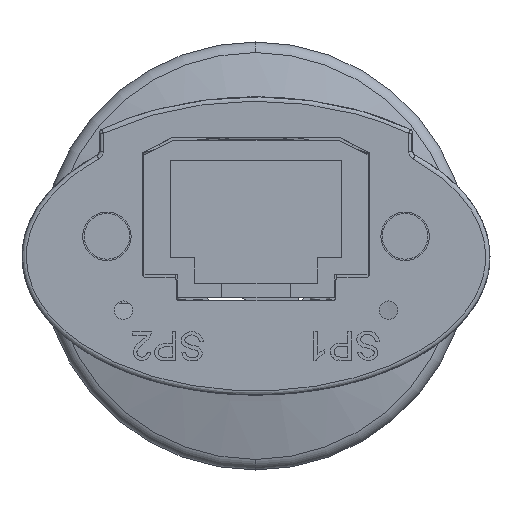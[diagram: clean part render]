
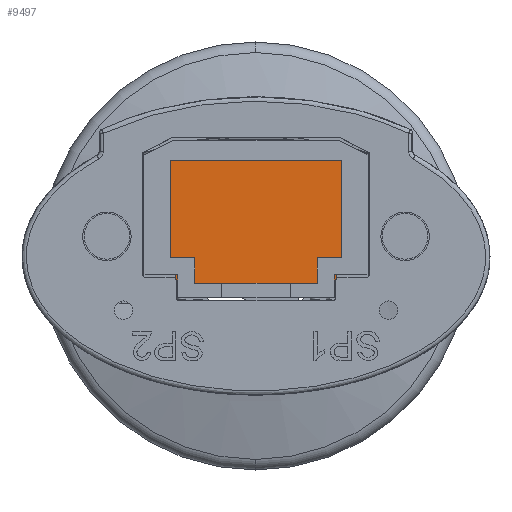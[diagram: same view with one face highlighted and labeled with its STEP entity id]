
A CAD part, left-side view. The second image highlights one B-rep face of the part: STEP entity #9497.
In plain terms, the highlighted planar face has unit normal (-1, 0, 0).
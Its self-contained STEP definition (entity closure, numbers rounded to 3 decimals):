
#5811=CARTESIAN_POINT('',(-43.22,-5.625,-2.87));
#5812=VERTEX_POINT('',#5811);
#5820=CARTESIAN_POINT('',(-43.22,5.625,-2.87));
#5821=VERTEX_POINT('',#5820);
#5822=CARTESIAN_POINT('',(-43.22,5.625,-2.87));
#5823=DIRECTION('',(0.0,-1.0,0.0));
#5824=VECTOR('',#5823,11.25);
#5825=LINE('',#5822,#5824);
#5826=EDGE_CURVE('',#5821,#5812,#5825,.T.);
#8134=CARTESIAN_POINT('',(-43.22,-4.3,-0.07));
#8135=VERTEX_POINT('',#8134);
#8136=CARTESIAN_POINT('',(-43.22,-6.,-0.07));
#8137=VERTEX_POINT('',#8136);
#8138=CARTESIAN_POINT('',(-43.22,-4.3,-0.07));
#8139=DIRECTION('',(0.0,-1.0,0.0));
#8140=VECTOR('',#8139,1.7);
#8141=LINE('',#8138,#8140);
#8142=EDGE_CURVE('',#8135,#8137,#8141,.T.);
#8165=CARTESIAN_POINT('',(-43.22,-6.,6.73));
#8166=VERTEX_POINT('',#8165);
#8167=CARTESIAN_POINT('',(-43.22,-6.,-0.07));
#8168=DIRECTION('',(0.0,0.0,1.0));
#8169=VECTOR('',#8168,6.8);
#8170=LINE('',#8167,#8169);
#8171=EDGE_CURVE('',#8137,#8166,#8170,.T.);
#8189=CARTESIAN_POINT('',(-43.22,6.,6.73));
#8190=VERTEX_POINT('',#8189);
#8191=CARTESIAN_POINT('',(-43.22,-6.,6.73));
#8192=DIRECTION('',(0.0,1.0,0.0));
#8193=VECTOR('',#8192,12.);
#8194=LINE('',#8191,#8193);
#8195=EDGE_CURVE('',#8166,#8190,#8194,.T.);
#8219=CARTESIAN_POINT('',(-43.22,6.,-0.07));
#8220=VERTEX_POINT('',#8219);
#8221=CARTESIAN_POINT('',(-43.22,6.,6.73));
#8222=DIRECTION('',(0.0,0.0,-1.0));
#8223=VECTOR('',#8222,6.8);
#8224=LINE('',#8221,#8223);
#8225=EDGE_CURVE('',#8190,#8220,#8224,.T.);
#8243=CARTESIAN_POINT('',(-43.22,4.3,-0.07));
#8244=VERTEX_POINT('',#8243);
#8245=CARTESIAN_POINT('',(-43.22,6.,-0.07));
#8246=DIRECTION('',(0.0,-1.0,0.0));
#8247=VECTOR('',#8246,1.7);
#8248=LINE('',#8245,#8247);
#8249=EDGE_CURVE('',#8220,#8244,#8248,.T.);
#8275=CARTESIAN_POINT('',(-43.22,4.3,-1.27));
#8276=VERTEX_POINT('',#8275);
#8283=CARTESIAN_POINT('',(-43.22,4.3,-0.07));
#8284=DIRECTION('',(0.0,0.0,-1.0));
#8285=VECTOR('',#8284,1.2);
#8286=LINE('',#8283,#8285);
#8287=EDGE_CURVE('',#8244,#8276,#8286,.T.);
#8302=CARTESIAN_POINT('',(-43.22,-4.3,-1.27));
#8303=VERTEX_POINT('',#8302);
#8319=CARTESIAN_POINT('',(-43.22,-4.3,-1.27));
#8320=DIRECTION('',(0.0,0.0,1.0));
#8321=VECTOR('',#8320,1.2);
#8322=LINE('',#8319,#8321);
#8323=EDGE_CURVE('',#8303,#8135,#8322,.T.);
#8446=CARTESIAN_POINT('',(-43.22,-5.625,-1.27));
#8447=VERTEX_POINT('',#8446);
#8448=CARTESIAN_POINT('',(-43.22,-5.625,-1.27));
#8449=DIRECTION('',(0.0,1.0,0.0));
#8450=VECTOR('',#8449,1.325);
#8451=LINE('',#8448,#8450);
#8452=EDGE_CURVE('',#8447,#8303,#8451,.T.);
#8677=CARTESIAN_POINT('',(-43.22,5.625,-1.27));
#8678=VERTEX_POINT('',#8677);
#8686=CARTESIAN_POINT('',(-43.22,4.3,-1.27));
#8687=DIRECTION('',(0.0,1.0,0.0));
#8688=VECTOR('',#8687,1.325);
#8689=LINE('',#8686,#8688);
#8690=EDGE_CURVE('',#8276,#8678,#8689,.T.);
#9462=CARTESIAN_POINT('',(-43.22,-5.625,-2.87));
#9463=DIRECTION('',(0.0,0.0,1.0));
#9464=VECTOR('',#9463,1.6);
#9465=LINE('',#9462,#9464);
#9466=EDGE_CURVE('',#5812,#8447,#9465,.T.);
#9473=CARTESIAN_POINT('',(-43.22,-5.625,-2.87));
#9474=DIRECTION('',(-1.0,0.0,0.0));
#9475=DIRECTION('',(0.0,0.0,1.0));
#9476=AXIS2_PLACEMENT_3D('',#9473,#9474,#9475);
#9477=PLANE('',#9476);
#9478=ORIENTED_EDGE('',*,*,#8690,.T.);
#9479=CARTESIAN_POINT('',(-43.22,5.625,-2.87));
#9480=DIRECTION('',(0.0,0.0,1.0));
#9481=VECTOR('',#9480,1.6);
#9482=LINE('',#9479,#9481);
#9483=EDGE_CURVE('',#5821,#8678,#9482,.T.);
#9484=ORIENTED_EDGE('',*,*,#9483,.F.);
#9485=ORIENTED_EDGE('',*,*,#5826,.T.);
#9486=ORIENTED_EDGE('',*,*,#9466,.T.);
#9487=ORIENTED_EDGE('',*,*,#8452,.T.);
#9488=ORIENTED_EDGE('',*,*,#8323,.T.);
#9489=ORIENTED_EDGE('',*,*,#8142,.T.);
#9490=ORIENTED_EDGE('',*,*,#8171,.T.);
#9491=ORIENTED_EDGE('',*,*,#8195,.T.);
#9492=ORIENTED_EDGE('',*,*,#8225,.T.);
#9493=ORIENTED_EDGE('',*,*,#8249,.T.);
#9494=ORIENTED_EDGE('',*,*,#8287,.T.);
#9495=EDGE_LOOP('',(#9478,#9484,#9485,#9486,#9487,#9488,#9489,#9490,#9491,#9492,#9493,#9494));
#9496=FACE_OUTER_BOUND('',#9495,.T.);
#9497=ADVANCED_FACE('',(#9496),#9477,.T.);
